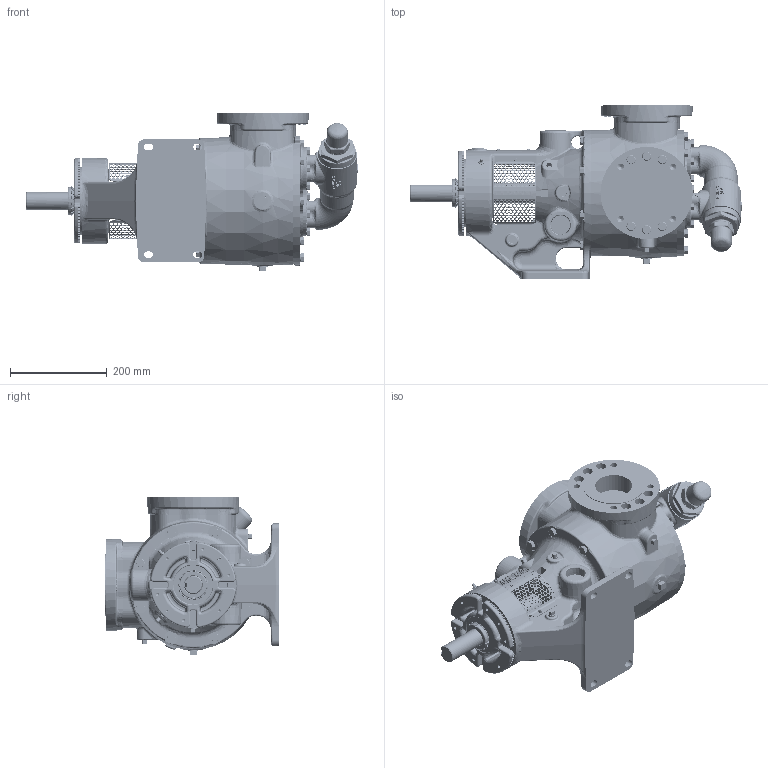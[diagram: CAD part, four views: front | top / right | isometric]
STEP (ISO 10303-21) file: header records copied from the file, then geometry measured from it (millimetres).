
FILE_DESCRIPTION (( 'STEP AP214' ), '1' );
FILE_NAME ('LV-4511.STEP', '2024-02-12T17:28:27', ( '' ), ( '' ), 'SwSTEP 2.0', 'SolidWorks 2022', '' );
FILE_SCHEMA (( 'AUTOMOTIVE_DESIGN' ));
Length unit declared in the file: millimetre
Products named in the file (1): LV-4511
Bounding box: 686.15 x 360.36 x 328.36 mm (x, y, z)
Volume: 20922884.9 mm3; surface area: 962748.1 mm2
Topology: 1 solids, 1 shells, 8338 faces, 22140 edges, 13942 vertices
Faces by surface type: bspline 3631, plane 2636, cylinder 1019, cone 738, torus 218, sphere 96
Entity records: 436737 total; most frequent: CARTESIAN_POINT 199282, ORIENTED_EDGE 43930, DIRECTION 27942, EDGE_CURVE 21965, VERTEX_POINT 13935, AXIS2_PLACEMENT_3D 10242, EDGE_LOOP 9492, B_SPLINE_CURVE_WITH_KNOTS 8660
